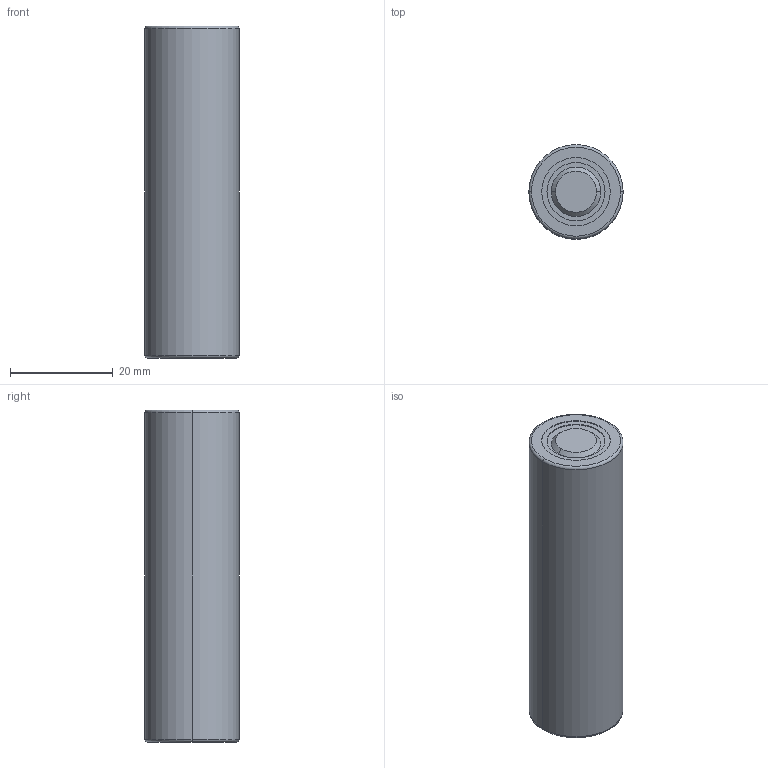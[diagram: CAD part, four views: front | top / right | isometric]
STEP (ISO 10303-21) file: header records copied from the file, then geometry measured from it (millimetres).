
FILE_DESCRIPTION (( 'STEP AP203' ), '1' );
FILE_NAME ('18650.STEP', '2020-11-18T07:01:06', ( '' ), ( '' ), 'SwSTEP 2.0', 'SolidWorks 2019', '' );
FILE_SCHEMA (( 'CONFIG_CONTROL_DESIGN' ));
Length unit declared in the file: millimetre
Products named in the file (1): 18650
Bounding box: 18.3 x 18.3 x 64.5 mm (x, y, z)
Volume: 16835.3 mm3; surface area: 4481.4 mm2
Topology: 1 solids, 1 shells, 23 faces, 44 edges, 28 vertices
Faces by surface type: cylinder 10, plane 7, torus 4, cone 2
Entity records: 675 total; most frequent: DIRECTION 124, CARTESIAN_POINT 96, ORIENTED_EDGE 88, AXIS2_PLACEMENT_3D 56, EDGE_CURVE 44, CIRCLE 32, EDGE_LOOP 28, VERTEX_POINT 28
